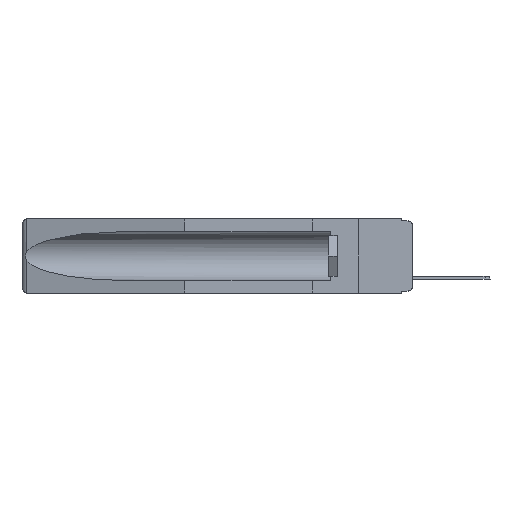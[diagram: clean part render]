
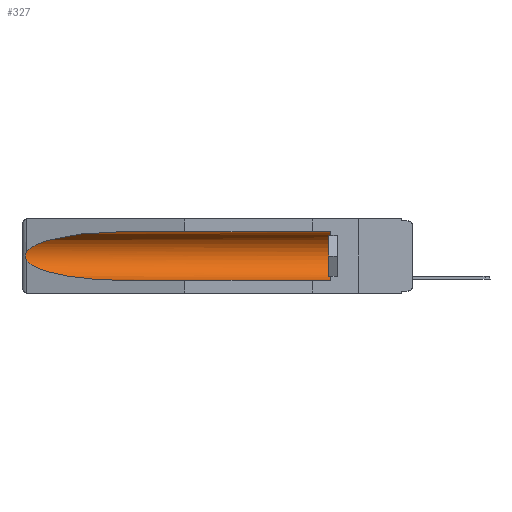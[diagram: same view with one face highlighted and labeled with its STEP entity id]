
A CAD part, left-side view. The second image highlights one B-rep face of the part: STEP entity #327.
In plain terms, the highlighted cylindrical face has radius 2.857 mm (diameter 5.715 mm), a partial arc.
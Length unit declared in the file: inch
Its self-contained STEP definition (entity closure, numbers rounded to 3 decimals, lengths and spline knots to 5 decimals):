
#327 = ADVANCED_FACE ( 'NONE', ( #19863 ), #5073, .F. ) ;
#346 = VERTEX_POINT ( 'NONE', #24150 ) ;
#473 = DIRECTION ( 'NONE',  ( 0., 1., 0. ) ) ;
#1450 = EDGE_CURVE ( 'NONE', #13894, #21700, #21367, .T. ) ;
#2837 = CARTESIAN_POINT ( 'NONE',  ( 0.2673, 1.53269, -0.17917 ) ) ;
#3173 = CARTESIAN_POINT ( 'NONE',  ( 0.155, 0.126, -0.1715 ) ) ;
#3937 = AXIS2_PLACEMENT_3D ( 'NONE', #3173, #17527, #19617 ) ;
#4050 = EDGE_CURVE ( 'NONE', #12859, #346, #22146, .T. ) ;
#4715 = CARTESIAN_POINT ( 'NONE',  ( 0.26654, 1.53092, -0.15636 ) ) ;
#5073 = CYLINDRICAL_SURFACE ( 'NONE', #6803, 0.1125 ) ;
#6192 = CARTESIAN_POINT ( 'NONE',  ( 0.155, 1.07973, -0.059 ) ) ;
#6362 = CARTESIAN_POINT ( 'NONE',  ( 0.25451, 1.48313, -0.24835 ) ) ;
#6381 = VECTOR ( 'NONE', #473, 39.37008 ) ;
#6755 = CARTESIAN_POINT ( 'NONE',  ( 0.2673, 1.5327, -0.16383 ) ) ;
#6803 = AXIS2_PLACEMENT_3D ( 'NONE', #17552, #15413, #11124 ) ;
#6843 = ORIENTED_EDGE ( 'NONE', *, *, #9274, .F. ) ;
#6953 = CARTESIAN_POINT ( 'NONE',  ( 0.155, -0.30754, -0.059 ) ) ;
#7717 = VERTEX_POINT ( 'NONE', #16950 ) ;
#8110 =( BOUNDED_CURVE ( )  B_SPLINE_CURVE ( 3, ( #21927, #21757, #22018, #26087 ),
 .UNSPECIFIED., .F., .F. ) 
 B_SPLINE_CURVE_WITH_KNOTS ( ( 4, 4 ),
 ( 4.71239, 6.08839 ),
 .UNSPECIFIED. ) 
 CURVE ( )  GEOMETRIC_REPRESENTATION_ITEM ( )  RATIONAL_B_SPLINE_CURVE ( ( 1., 0.848, 0.848, 1. ) ) 
 REPRESENTATION_ITEM ( '' )  );
#8955 = CARTESIAN_POINT ( 'NONE',  ( 0.2675, 1.53308, -0.16763 ) ) ;
#8972 = ORIENTED_EDGE ( 'NONE', *, *, #21742, .T. ) ;
#9022 = LINE ( 'NONE', #15976, #23166 ) ;
#9274 = EDGE_CURVE ( 'NONE', #13894, #346, #9022, .T. ) ;
#9403 = CARTESIAN_POINT ( 'NONE',  ( 0.26537, 1.52718, -0.19328 ) ) ;
#9655 = LINE ( 'NONE', #6953, #6381 ) ;
#11119 = B_SPLINE_CURVE_WITH_KNOTS ( 'NONE', 3,
 ( #18913, #14768, #4715, #6755, #8955, #13075, #2837, #17195, #21628, #9403 ),
 .UNSPECIFIED., .F., .F.,
 ( 4, 2, 2, 2, 4 ),
 ( 0., 0.00029, 0.00058, 0.00087, 0.00117 ),
 .UNSPECIFIED. ) ;
#11124 = DIRECTION ( 'NONE',  ( 0., 0., 1. ) ) ;
#12311 = EDGE_CURVE ( 'NONE', #21700, #13248, #9655, .T. ) ;
#12399 = CARTESIAN_POINT ( 'NONE',  ( 0.21114, 1.30732, -0.284 ) ) ;
#12859 = VERTEX_POINT ( 'NONE', #25320 ) ;
#13075 = CARTESIAN_POINT ( 'NONE',  ( 0.2675, 1.53308, -0.17534 ) ) ;
#13248 = VERTEX_POINT ( 'NONE', #6192 ) ;
#13768 = ORIENTED_EDGE ( 'NONE', *, *, #4050, .T. ) ;
#13894 = VERTEX_POINT ( 'NONE', #19211 ) ;
#14768 = CARTESIAN_POINT ( 'NONE',  ( 0.26597, 1.52961, -0.15275 ) ) ;
#15413 = DIRECTION ( 'NONE',  ( 0., 1., 0. ) ) ;
#15864 = ORIENTED_EDGE ( 'NONE', *, *, #1450, .T. ) ;
#15976 = CARTESIAN_POINT ( 'NONE',  ( 0.155, -0.30754, -0.284 ) ) ;
#16152 = DIRECTION ( 'NONE',  ( 0., 1., 0. ) ) ;
#16950 = CARTESIAN_POINT ( 'NONE',  ( 0.26537, 1.52718, -0.14972 ) ) ;
#17195 = CARTESIAN_POINT ( 'NONE',  ( 0.26655, 1.53094, -0.18657 ) ) ;
#17527 = DIRECTION ( 'NONE',  ( 0., -1., 0. ) ) ;
#17552 = CARTESIAN_POINT ( 'NONE',  ( 0.155, -0.30754, -0.1715 ) ) ;
#18526 = CARTESIAN_POINT ( 'NONE',  ( 0.155, 1.07973, -0.284 ) ) ;
#18913 = CARTESIAN_POINT ( 'NONE',  ( 0.26537, 1.52718, -0.14972 ) ) ;
#19211 = CARTESIAN_POINT ( 'NONE',  ( 0.155, 0.126, -0.284 ) ) ;
#19617 = DIRECTION ( 'NONE',  ( 0., 0., 1. ) ) ;
#19863 = FACE_OUTER_BOUND ( 'NONE', #22195, .T. ) ;
#19915 = CARTESIAN_POINT ( 'NONE',  ( 0.155, 0.126, -0.059 ) ) ;
#20065 = ORIENTED_EDGE ( 'NONE', *, *, #12311, .T. ) ;
#20489 = ORIENTED_EDGE ( 'NONE', *, *, #25300, .T. ) ;
#21367 = CIRCLE ( 'NONE', #3937, 0.1125 ) ;
#21628 = CARTESIAN_POINT ( 'NONE',  ( 0.26597, 1.5296, -0.19026 ) ) ;
#21700 = VERTEX_POINT ( 'NONE', #19915 ) ;
#21742 = EDGE_CURVE ( 'NONE', #13248, #7717, #8110, .T. ) ;
#21757 = CARTESIAN_POINT ( 'NONE',  ( 0.21114, 1.30732, -0.059 ) ) ;
#21927 = CARTESIAN_POINT ( 'NONE',  ( 0.155, 1.07973, -0.059 ) ) ;
#22018 = CARTESIAN_POINT ( 'NONE',  ( 0.25451, 1.48313, -0.09465 ) ) ;
#22146 =( BOUNDED_CURVE ( )  B_SPLINE_CURVE ( 3, ( #24757, #6362, #12399, #18526 ),
 .UNSPECIFIED., .F., .F. ) 
 B_SPLINE_CURVE_WITH_KNOTS ( ( 4, 4 ),
 ( 0.1948, 1.5708 ),
 .UNSPECIFIED. ) 
 CURVE ( )  GEOMETRIC_REPRESENTATION_ITEM ( )  RATIONAL_B_SPLINE_CURVE ( ( 1., 0.848, 0.848, 1. ) ) 
 REPRESENTATION_ITEM ( '' )  );
#22195 = EDGE_LOOP ( 'NONE', ( #8972, #20489, #13768, #6843, #15864, #20065 ) ) ;
#23166 = VECTOR ( 'NONE', #16152, 39.37008 ) ;
#24150 = CARTESIAN_POINT ( 'NONE',  ( 0.155, 1.07973, -0.284 ) ) ;
#24757 = CARTESIAN_POINT ( 'NONE',  ( 0.26537, 1.52718, -0.19328 ) ) ;
#25300 = EDGE_CURVE ( 'NONE', #7717, #12859, #11119, .T. ) ;
#25320 = CARTESIAN_POINT ( 'NONE',  ( 0.26537, 1.52718, -0.19328 ) ) ;
#26087 = CARTESIAN_POINT ( 'NONE',  ( 0.26537, 1.52718, -0.14972 ) ) ;
